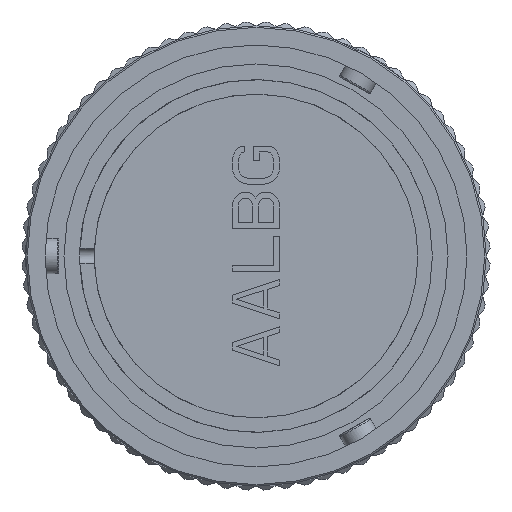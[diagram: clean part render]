
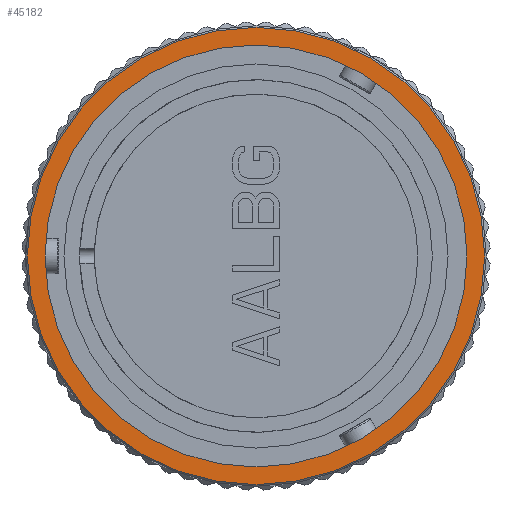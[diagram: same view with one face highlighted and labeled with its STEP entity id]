
A CAD part, left-side view. The second image highlights one B-rep face of the part: STEP entity #45182.
In plain terms, the highlighted planar face has unit normal (-1, 0, 0).
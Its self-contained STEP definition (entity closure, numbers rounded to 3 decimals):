
#4093=CARTESIAN_POINT('',(5.67,0.,0.));
#4094=DIRECTION('',(-1.,0.,0.));
#4095=DIRECTION('',(0.,1.,0.));
#4096=AXIS2_PLACEMENT_3D('',#4093,#4094,#4095);
#4106=CARTESIAN_POINT('',(5.67,0.,0.));
#4107=DIRECTION('',(1.,0.,0.));
#4108=DIRECTION('',(0.,1.,0.));
#4109=AXIS2_PLACEMENT_3D('',#4106,#4107,#4108);
#4111=CARTESIAN_POINT('',(5.67,0.,0.));
#4112=DIRECTION('',(1.,0.,0.));
#4113=DIRECTION('',(0.,1.,0.));
#4114=AXIS2_PLACEMENT_3D('',#4111,#4112,#4113);
#4116=CARTESIAN_POINT('',(5.67,0.,0.));
#4117=DIRECTION('',(-1.,0.,0.));
#4118=DIRECTION('',(0.,1.,0.));
#4119=AXIS2_PLACEMENT_3D('',#4116,#4117,#4118);
#37688=CARTESIAN_POINT('',(5.67,26.86,0.));
#37689=CARTESIAN_POINT('',(5.67,-26.86,0.));
#37690=VERTEX_POINT('',#37688);
#37691=VERTEX_POINT('',#37689);
#38414=CARTESIAN_POINT('',(5.67,29.11,0.));
#38415=VERTEX_POINT('',#38414);
#38416=CARTESIAN_POINT('',(5.67,-29.11,0.));
#38417=VERTEX_POINT('',#38416);
#45167=CARTESIAN_POINT('',(5.67,0.,0.));
#45168=DIRECTION('',(-1.,0.,0.));
#45169=DIRECTION('',(0.,-1.,0.));
#45170=AXIS2_PLACEMENT_3D('',#45167,#45168,#45169);
#45171=PLANE('937',#45170);
#45172=ORIENTED_EDGE('9277',*,*,#45132,.F.);
#45173=ORIENTED_EDGE('9279',*,*,#45155,.T.);
#45174=EDGE_LOOP('937',(#45172,#45173));
#45175=FACE_OUTER_BOUND('937',#45174,.F.);
#45177=ORIENTED_EDGE('8663',*,*,#45176,.F.);
#45179=ORIENTED_EDGE('8661',*,*,#45178,.T.);
#45180=EDGE_LOOP('937',(#45177,#45179));
#45181=FACE_BOUND('937',#45180,.F.);
#4097=CIRCLE('9277',#4096,29.11);
#4110=CIRCLE('9279',#4109,29.11);
#4115=CIRCLE('8663',#4114,26.86);
#4120=CIRCLE('8661',#4119,26.86);
#45132=EDGE_CURVE('9277',#38415,#38417,#4097,.T.);
#45155=EDGE_CURVE('9279',#38415,#38417,#4110,.T.);
#45176=EDGE_CURVE('8663',#37690,#37691,#4115,.T.);
#45178=EDGE_CURVE('8661',#37690,#37691,#4120,.T.);
#45182=ADVANCED_FACE('937',(#45175,#45181),#45171,.T.);
